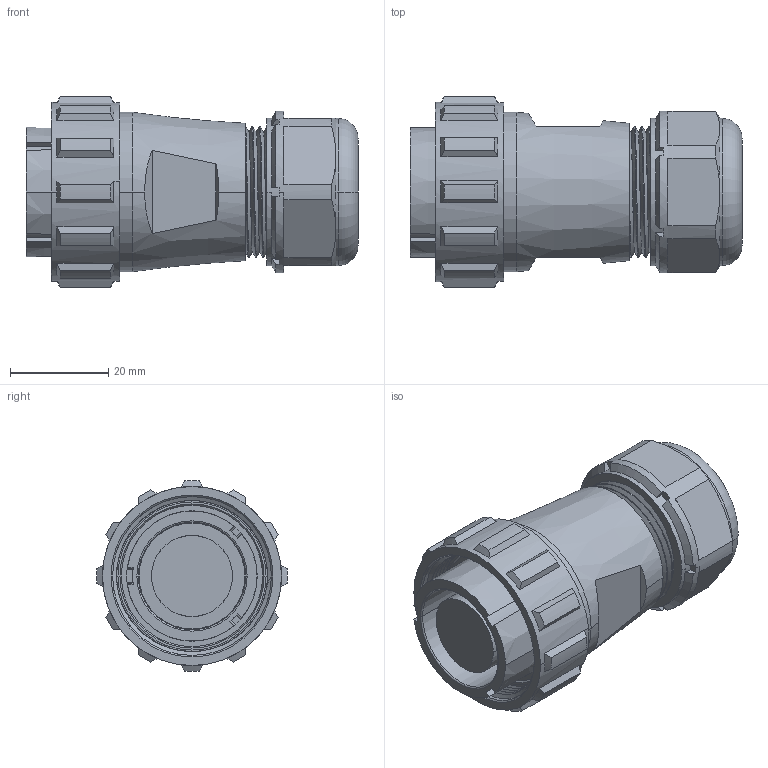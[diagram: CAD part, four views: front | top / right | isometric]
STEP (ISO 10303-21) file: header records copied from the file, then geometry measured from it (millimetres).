
FILE_DESCRIPTION((''),'2;1');
FILE_NAME('PRT0001','2021-11-16T',('Administrator'),(''),'CREO PARAMETRIC BY PTC INC, 2016130','CREO PARAMETRIC BY PTC INC, 2016130','');
FILE_SCHEMA(('AUTOMOTIVE_DESIGN { 1 0 10303 214 1 1 1 1 }'));
Length unit declared in the file: millimetre
Products named in the file (1): PRT0001
Bounding box: 67.68 x 38.9 x 38.89 mm (x, y, z)
Volume: 47974.2 mm3; surface area: 14491 mm2
Topology: 1 solids, 1 shells, 260 faces, 671 edges, 434 vertices
Faces by surface type: plane 108, cylinder 89, cone 45, bspline 12, torus 6
Entity records: 11404 total; most frequent: CARTESIAN_POINT 5119, ORIENTED_EDGE 1342, DIRECTION 1275, EDGE_CURVE 671, AXIS2_PLACEMENT_3D 527, VERTEX_POINT 434, EDGE_LOOP 281, CIRCLE 279
